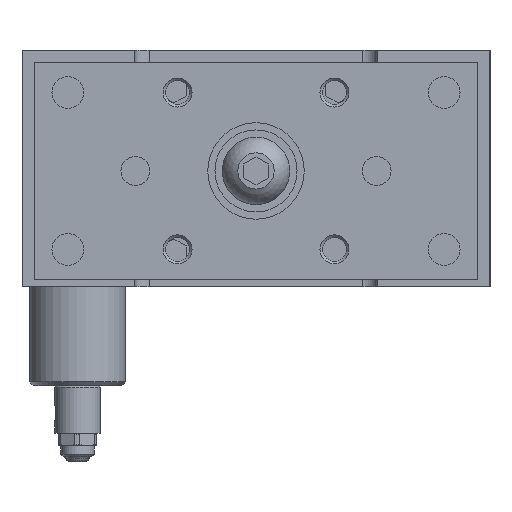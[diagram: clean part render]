
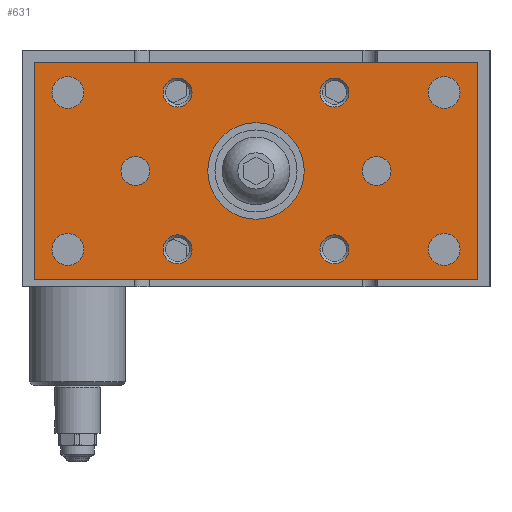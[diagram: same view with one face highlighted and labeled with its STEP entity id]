
A CAD part, left-side view. The second image highlights one B-rep face of the part: STEP entity #631.
In plain terms, the highlighted planar face has unit normal (-1, 0, 0).
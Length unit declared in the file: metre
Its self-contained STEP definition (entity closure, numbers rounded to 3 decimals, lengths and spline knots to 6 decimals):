
#631 = ADVANCED_FACE( '', ( #1674, #1675, #1676, #1677, #1678, #1679, #1680, #1681, #1682, #1683, #1684, #1685 ), #1686, .T. );
#1674 = FACE_OUTER_BOUND( '', #3313, .T. );
#1675 = FACE_BOUND( '', #3314, .T. );
#1676 = FACE_BOUND( '', #3315, .T. );
#1677 = FACE_BOUND( '', #3316, .T. );
#1678 = FACE_BOUND( '', #3317, .T. );
#1679 = FACE_BOUND( '', #3318, .T. );
#1680 = FACE_BOUND( '', #3319, .T. );
#1681 = FACE_BOUND( '', #3320, .T. );
#1682 = FACE_BOUND( '', #3321, .T. );
#1683 = FACE_BOUND( '', #3322, .T. );
#1684 = FACE_BOUND( '', #3323, .T. );
#1685 = FACE_BOUND( '', #3324, .T. );
#1686 = PLANE( '', #3325 );
#3313 = EDGE_LOOP( '', ( #5255, #5256, #5257, #5258 ) );
#3314 = EDGE_LOOP( '', ( #5259 ) );
#3315 = EDGE_LOOP( '', ( #5260 ) );
#3316 = EDGE_LOOP( '', ( #5261 ) );
#3317 = EDGE_LOOP( '', ( #5262 ) );
#3318 = EDGE_LOOP( '', ( #5263 ) );
#3319 = EDGE_LOOP( '', ( #5264 ) );
#3320 = EDGE_LOOP( '', ( #5265 ) );
#3321 = EDGE_LOOP( '', ( #5266 ) );
#3322 = EDGE_LOOP( '', ( #5267 ) );
#3323 = EDGE_LOOP( '', ( #5268 ) );
#3324 = EDGE_LOOP( '', ( #5269 ) );
#3325 = AXIS2_PLACEMENT_3D( '', #5270, #5271, #5272 );
#5255 = ORIENTED_EDGE( '', *, *, #8278, .T. );
#5256 = ORIENTED_EDGE( '', *, *, #8131, .T. );
#5257 = ORIENTED_EDGE( '', *, *, #8279, .T. );
#5258 = ORIENTED_EDGE( '', *, *, #8149, .T. );
#5259 = ORIENTED_EDGE( '', *, *, #8280, .T. );
#5260 = ORIENTED_EDGE( '', *, *, #8281, .F. );
#5261 = ORIENTED_EDGE( '', *, *, #8282, .F. );
#5262 = ORIENTED_EDGE( '', *, *, #7994, .T. );
#5263 = ORIENTED_EDGE( '', *, *, #7942, .T. );
#5264 = ORIENTED_EDGE( '', *, *, #8270, .F. );
#5265 = ORIENTED_EDGE( '', *, *, #8283, .T. );
#5266 = ORIENTED_EDGE( '', *, *, #8049, .F. );
#5267 = ORIENTED_EDGE( '', *, *, #8284, .F. );
#5268 = ORIENTED_EDGE( '', *, *, #8285, .T. );
#5269 = ORIENTED_EDGE( '', *, *, #8286, .T. );
#5270 = CARTESIAN_POINT( '', ( -0.019, -0.046, -0.0025 ) );
#5271 = DIRECTION( '', ( -1., 0., 0. ) );
#5272 = DIRECTION( '', ( 0., 0., 1. ) );
#7942 = EDGE_CURVE( '', #9171, #9171, #9172, .T. );
#7994 = EDGE_CURVE( '', #9264, #9264, #9265, .T. );
#8049 = EDGE_CURVE( '', #9360, #9360, #9361, .T. );
#8131 = EDGE_CURVE( '', #9508, #9506, #9509, .T. );
#8149 = EDGE_CURVE( '', #9538, #9536, #9539, .T. );
#8270 = EDGE_CURVE( '', #9734, #9734, #9735, .T. );
#8278 = EDGE_CURVE( '', #9536, #9508, #9747, .T. );
#8279 = EDGE_CURVE( '', #9506, #9538, #9748, .T. );
#8280 = EDGE_CURVE( '', #9749, #9749, #9750, .T. );
#8281 = EDGE_CURVE( '', #9751, #9751, #9752, .T. );
#8282 = EDGE_CURVE( '', #9753, #9753, #9754, .T. );
#8283 = EDGE_CURVE( '', #9755, #9755, #9756, .T. );
#8284 = EDGE_CURVE( '', #9757, #9757, #9758, .T. );
#8285 = EDGE_CURVE( '', #9759, #9759, #9760, .T. );
#8286 = EDGE_CURVE( '', #9761, #9761, #9762, .T. );
#9171 = VERTEX_POINT( '', #10957 );
#9172 = CIRCLE( '', #10958, 0.003 );
#9264 = VERTEX_POINT( '', #11074 );
#9265 = CIRCLE( '', #11075, 0.0033 );
#9360 = VERTEX_POINT( '', #11216 );
#9361 = CIRCLE( '', #11217, 0.003 );
#9506 = VERTEX_POINT( '', #11411 );
#9508 = VERTEX_POINT( '', #11414 );
#9509 = LINE( '', #11415, #11416 );
#9536 = VERTEX_POINT( '', #11448 );
#9538 = VERTEX_POINT( '', #11451 );
#9539 = LINE( '', #11452, #11453 );
#9734 = VERTEX_POINT( '', #11735 );
#9735 = CIRCLE( '', #11736, 0.003 );
#9747 = LINE( '', #11781, #11782 );
#9748 = LINE( '', #11783, #11784 );
#9749 = VERTEX_POINT( '', #11785 );
#9750 = CIRCLE( '', #11786, 0.0033 );
#9751 = VERTEX_POINT( '', #11787 );
#9752 = CIRCLE( '', #11788, 0.0033 );
#9753 = VERTEX_POINT( '', #11789 );
#9754 = CIRCLE( '', #11790, 0.0033 );
#9755 = VERTEX_POINT( '', #11791 );
#9756 = CIRCLE( '', #11792, 0.003 );
#9757 = VERTEX_POINT( '', #11793 );
#9758 = CIRCLE( '', #11794, 0.003 );
#9759 = VERTEX_POINT( '', #11795 );
#9760 = CIRCLE( '', #11796, 0.003 );
#9761 = VERTEX_POINT( '', #11797 );
#9762 = CIRCLE( '', #11798, 0.01 );
#10957 = CARTESIAN_POINT( '', ( -0.019, 0.028, -0.025 ) );
#10958 = AXIS2_PLACEMENT_3D( '', #13705, #13706, #13707 );
#11074 = CARTESIAN_POINT( '', ( -0.019, -0.0357, -0.04125 ) );
#11075 = AXIS2_PLACEMENT_3D( '', #13786, #13787, #13788 );
#11216 = CARTESIAN_POINT( '', ( -0.019, -0.01925, -0.00875 ) );
#11217 = AXIS2_PLACEMENT_3D( '', #13883, #13884, #13885 );
#11411 = CARTESIAN_POINT( '', ( -0.019, 0.046, -0.0025 ) );
#11414 = CARTESIAN_POINT( '', ( -0.019, -0.046, -0.0025 ) );
#11415 = CARTESIAN_POINT( '', ( -0.019, -0.046, -0.0025 ) );
#11416 = VECTOR( '', #14000, 1. );
#11448 = CARTESIAN_POINT( '', ( -0.019, -0.046, -0.0475 ) );
#11451 = CARTESIAN_POINT( '', ( -0.019, 0.046, -0.0475 ) );
#11452 = CARTESIAN_POINT( '', ( -0.019, 0.046, -0.0475 ) );
#11453 = VECTOR( '', #14025, 1. );
#11735 = CARTESIAN_POINT( '', ( -0.019, -0.028, -0.025 ) );
#11736 = AXIS2_PLACEMENT_3D( '', #14195, #14196, #14197 );
#11781 = CARTESIAN_POINT( '', ( -0.019, -0.046, -0.0475 ) );
#11782 = VECTOR( '', #14207, 1. );
#11783 = CARTESIAN_POINT( '', ( -0.019, 0.046, -0.0025 ) );
#11784 = VECTOR( '', #14208, 1. );
#11785 = CARTESIAN_POINT( '', ( -0.019, 0.0357, -0.00875 ) );
#11786 = AXIS2_PLACEMENT_3D( '', #14209, #14210, #14211 );
#11787 = CARTESIAN_POINT( '', ( -0.019, -0.0357, -0.00875 ) );
#11788 = AXIS2_PLACEMENT_3D( '', #14212, #14213, #14214 );
#11789 = CARTESIAN_POINT( '', ( -0.019, 0.0357, -0.04125 ) );
#11790 = AXIS2_PLACEMENT_3D( '', #14215, #14216, #14217 );
#11791 = CARTESIAN_POINT( '', ( -0.019, 0.01925, -0.00875 ) );
#11792 = AXIS2_PLACEMENT_3D( '', #14218, #14219, #14220 );
#11793 = CARTESIAN_POINT( '', ( -0.019, 0.01925, -0.04125 ) );
#11794 = AXIS2_PLACEMENT_3D( '', #14221, #14222, #14223 );
#11795 = CARTESIAN_POINT( '', ( -0.019, -0.01925, -0.04125 ) );
#11796 = AXIS2_PLACEMENT_3D( '', #14224, #14225, #14226 );
#11797 = CARTESIAN_POINT( '', ( -0.019, 0.01, -0.025 ) );
#11798 = AXIS2_PLACEMENT_3D( '', #14227, #14228, #14229 );
#13705 = CARTESIAN_POINT( '', ( -0.019, 0.025, -0.025 ) );
#13706 = DIRECTION( '', ( 1., 0., 0. ) );
#13707 = DIRECTION( '', ( 0., 1., 0. ) );
#13786 = CARTESIAN_POINT( '', ( -0.019, -0.039, -0.04125 ) );
#13787 = DIRECTION( '', ( 1., 0., 0. ) );
#13788 = DIRECTION( '', ( 0., 1., 0. ) );
#13883 = CARTESIAN_POINT( '', ( -0.019, -0.01625, -0.00875 ) );
#13884 = DIRECTION( '', ( -1., 0., 0. ) );
#13885 = DIRECTION( '', ( 0., -1., 0. ) );
#14000 = DIRECTION( '', ( 0., 1., 0. ) );
#14025 = DIRECTION( '', ( 0., -1., 0. ) );
#14195 = CARTESIAN_POINT( '', ( -0.019, -0.025, -0.025 ) );
#14196 = DIRECTION( '', ( -1., 0., 0. ) );
#14197 = DIRECTION( '', ( 0., -1., 0. ) );
#14207 = DIRECTION( '', ( 0., 0., 1. ) );
#14208 = DIRECTION( '', ( 0., 0., -1. ) );
#14209 = CARTESIAN_POINT( '', ( -0.019, 0.039, -0.00875 ) );
#14210 = DIRECTION( '', ( 1., 0., 0. ) );
#14211 = DIRECTION( '', ( 0., -1., 0. ) );
#14212 = CARTESIAN_POINT( '', ( -0.019, -0.039, -0.00875 ) );
#14213 = DIRECTION( '', ( -1., 0., 0. ) );
#14214 = DIRECTION( '', ( 0., 1., 0. ) );
#14215 = CARTESIAN_POINT( '', ( -0.019, 0.039, -0.04125 ) );
#14216 = DIRECTION( '', ( -1., 0., 0. ) );
#14217 = DIRECTION( '', ( 0., -1., 0. ) );
#14218 = CARTESIAN_POINT( '', ( -0.019, 0.01625, -0.00875 ) );
#14219 = DIRECTION( '', ( 1., 0., 0. ) );
#14220 = DIRECTION( '', ( 0., 1., 0. ) );
#14221 = CARTESIAN_POINT( '', ( -0.019, 0.01625, -0.04125 ) );
#14222 = DIRECTION( '', ( -1., 0., 0. ) );
#14223 = DIRECTION( '', ( 0., 1., 0. ) );
#14224 = CARTESIAN_POINT( '', ( -0.019, -0.01625, -0.04125 ) );
#14225 = DIRECTION( '', ( 1., 0., 0. ) );
#14226 = DIRECTION( '', ( 0., -1., 0. ) );
#14227 = CARTESIAN_POINT( '', ( -0.019, 0., -0.025 ) );
#14228 = DIRECTION( '', ( 1., 0., 0. ) );
#14229 = DIRECTION( '', ( 0., 1., 0. ) );
